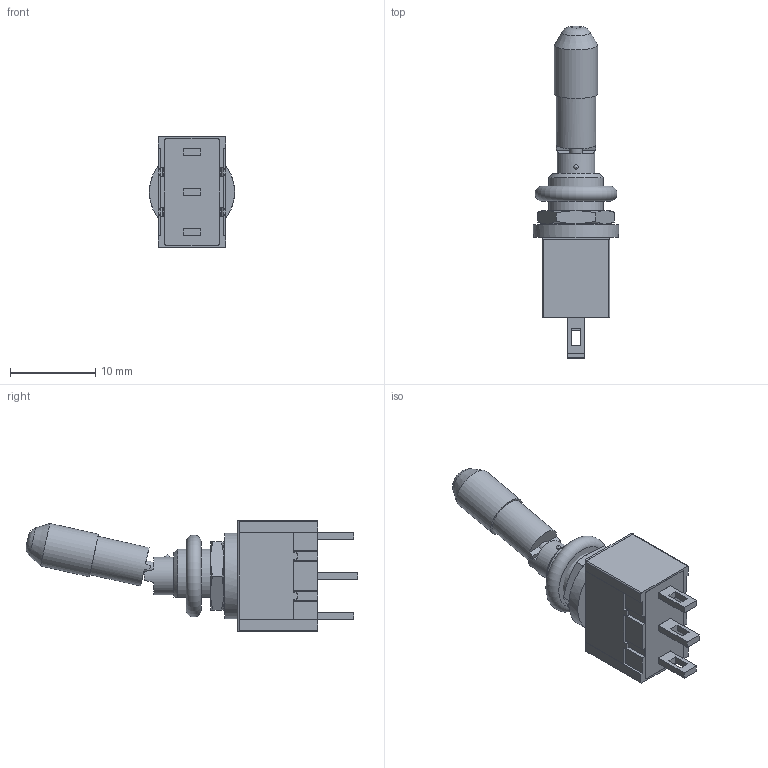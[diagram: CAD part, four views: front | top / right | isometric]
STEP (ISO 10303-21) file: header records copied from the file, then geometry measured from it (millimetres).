
FILE_DESCRIPTION(/* description */ ('STEP AP214'),/* implementation_level */ '2;1');
FILE_NAME(/* name */ 'MN12LL3W01',/* time_stamp */ '2025-07-11T01:19:42+02:00',/* author */ ('License CC BY-ND 4.0'),/* organization */ ('CADENAS'),/* preprocessor_version */ 'ST-DEVELOPER v19.3',/* originating_system */ 'PARTsolutions',/* authorisation */ ' ');
FILE_SCHEMA (('AUTOMOTIVE_DESIGN {1 0 10303 214 3 1 1}'));
Length unit declared in the file: inch
Products named in the file (9): MN12LL3W01; M20123LL3W01-switch; M201L3M201-bushing; M20L3M20L32-contact; M20L-toggles; M20L-caps; AT516; AT513H; M201201-terminals
Assembly tree (8 placements, depth 2):
  MN12LL3W01
    M20123LL3W01-switch
    M201L3M201-bushing
    M20L3M20L32-contact
    M20L-toggles
    M20L-caps
    AT516
    AT513H
    M201201-terminals
Bounding box: 10.01 x 38.99 x 13 mm (x, y, z)
Volume: 1671.9 mm3; surface area: 2341.6 mm2
Topology: 8 solids, 8 shells, 199 faces, 510 edges, 335 vertices
Faces by surface type: plane 147, cylinder 33, cone 16, torus 2, sphere 1
Full cylindrical faces by diameter (mm): 1.524 x1, 4.445 x2, 4.597 x1, 5.105 x1, 5.367 x1, 6.071 x1, 10.008 x1
Entity records: 6158 total; most frequent: CARTESIAN_POINT 1111, DIRECTION 988, ORIENTED_EDGE 980, EDGE_CURVE 490, LINE 354, VECTOR 354, VERTEX_POINT 329, AXIS2_PLACEMENT_3D 317
